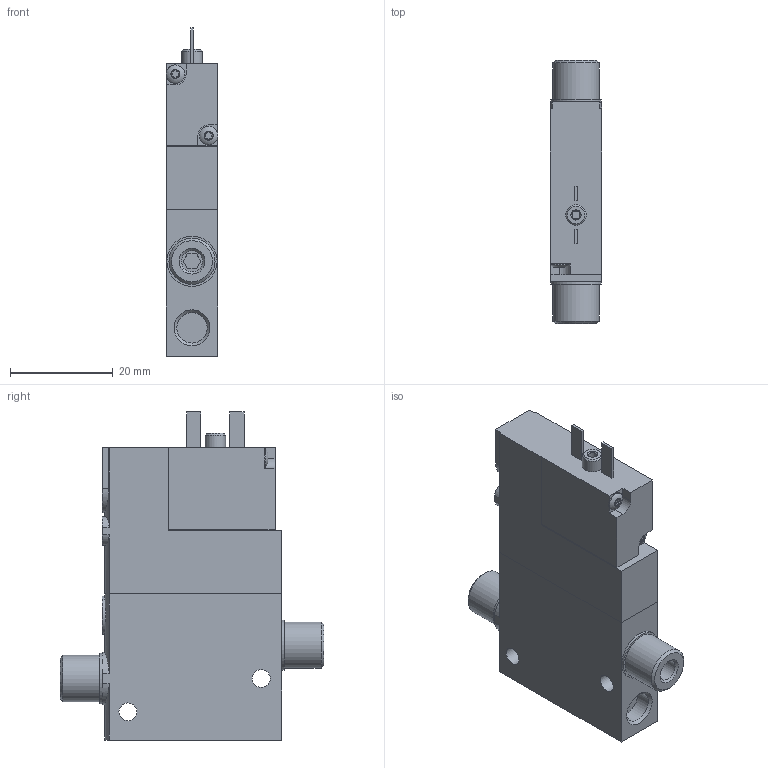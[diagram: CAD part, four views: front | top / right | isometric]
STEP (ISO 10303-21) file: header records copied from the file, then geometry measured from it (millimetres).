
FILE_DESCRIPTION(/* description */ ('STEP AP214'),/* implementation_level */ '2;1');
FILE_NAME(/* name */ '196854_CPE10-M1BH-3OLS-M5',/* time_stamp */ '2024-08-06T15:27:17+02:00',/* author */ ('License CC BY-ND 4.0'),/* organization */ ('CADENAS'),/* preprocessor_version */ 'ST-DEVELOPER v19.3',/* originating_system */ 'PARTsolutions',/* authorisation */ ' ');
FILE_SCHEMA (('AUTOMOTIVE_DESIGN {1 0 10303 214 3 1 1}'));
Length unit declared in the file: millimetre
Products named in the file (5): 196854 CPE10-M1BH-3OLS-M5; CPE10-...-3/2; 161359 D-M5I-M7A-ISK---(part); 130851 OK-M7; CPE10-KMYZ9_M1BH
Assembly tree (6 placements, depth 2):
  196854 CPE10-M1BH-3OLS-M5
    CPE10-...-3/2
    161359 D-M5I-M7A-ISK---(part)  x2
    130851 OK-M7  x2
    CPE10-KMYZ9_M1BH
Bounding box: 10.1 x 51.4 x 64 mm (x, y, z)
Volume: 19959.2 mm3; surface area: 8824.4 mm2
Topology: 6 solids, 6 shells, 166 faces, 384 edges, 245 vertices
Faces by surface type: plane 75, cylinder 57, cone 30, torus 4
Full cylindrical faces by diameter (mm): 1.567 x1, 2 x1, 2.459 x2, 3.5 x2, 3.6 x2, 4 x1, 4.134 x2, 4.55 x1, 5.917 x3, 6.4 x2, 7 x2, 9 x2, 9.8 x2
Entity records: 4099 total; most frequent: CARTESIAN_POINT 838, DIRECTION 651, ORIENTED_EDGE 592, EDGE_CURVE 296, AXIS2_PLACEMENT_3D 252, VERTEX_POINT 208, EDGE_LOOP 198, FACE_BOUND 198
